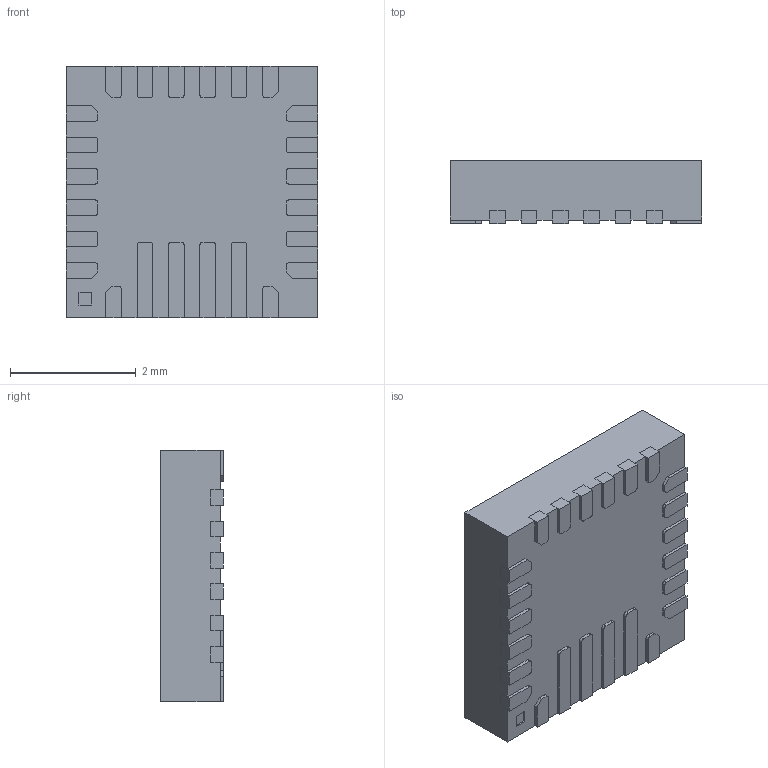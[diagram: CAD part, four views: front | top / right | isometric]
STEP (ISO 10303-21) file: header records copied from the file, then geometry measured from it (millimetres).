
FILE_DESCRIPTION (( 'STEP AP214' ), '1' );
FILE_NAME ('MP2637AGR-P.STEP', '2022-02-19T18:06:15', ( '' ), ( '' ), 'SwSTEP 2.0', 'SolidWorks 2017', '' );
FILE_SCHEMA (( 'AUTOMOTIVE_DESIGN' ));
Length unit declared in the file: millimetre
Products named in the file (1): MP2637AGR-P
Bounding box: 4 x 1 x 4 mm (x, y, z)
Volume: 15.4 mm3; surface area: 67.4 mm2
Topology: 27 solids, 27 shells, 360 faces, 912 edges, 608 vertices
Faces by surface type: plane 276, cylinder 84
Entity records: 11032 total; most frequent: CARTESIAN_POINT 1881, ORIENTED_EDGE 1824, DIRECTION 1802, EDGE_CURVE 912, VECTOR 744, LINE 744, VERTEX_POINT 608, AXIS2_PLACEMENT_3D 529
